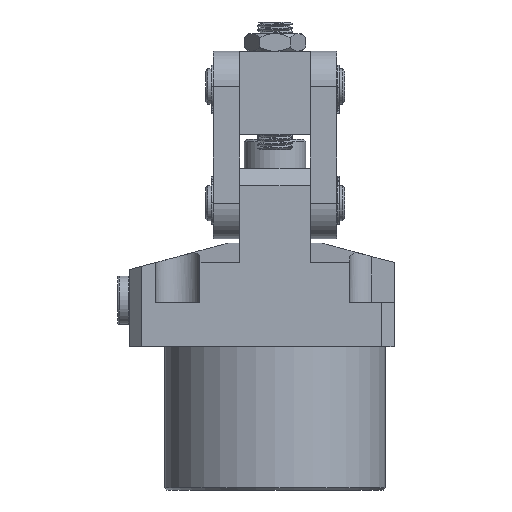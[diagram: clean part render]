
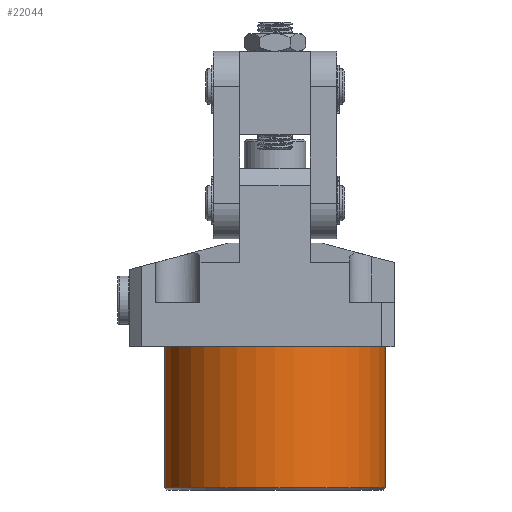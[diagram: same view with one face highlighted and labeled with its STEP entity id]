
A CAD part, front view. The second image highlights one B-rep face of the part: STEP entity #22044.
In plain terms, the highlighted cylindrical face has radius 50 mm (diameter 100 mm), a partial arc.
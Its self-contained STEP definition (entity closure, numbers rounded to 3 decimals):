
#587 = CARTESIAN_POINT ( 'NONE',  ( 0., 0., -88.5 ) ) ;
#994 = EDGE_LOOP ( 'NONE', ( #9906, #24770, #7293, #13796 ) ) ;
#2617 = DIRECTION ( 'NONE',  ( -1., 0., 0. ) ) ;
#2637 = VERTEX_POINT ( 'NONE', #4791 ) ;
#2822 = CARTESIAN_POINT ( 'NONE',  ( 0., 0., -23.5 ) ) ;
#3035 = CARTESIAN_POINT ( 'NONE',  ( 0., 0., -87.5 ) ) ;
#3175 = AXIS2_PLACEMENT_3D ( 'NONE', #3035, #18529, #16953 ) ;
#4505 = EDGE_CURVE ( 'NONE', #28624, #9972, #26857, .T. ) ;
#4791 = CARTESIAN_POINT ( 'NONE',  ( 50., 0., -87.5 ) ) ;
#6423 = EDGE_CURVE ( 'NONE', #24299, #9972, #24724, .T. ) ;
#6575 = DIRECTION ( 'NONE',  ( 0., 0., 1. ) ) ;
#7083 = DIRECTION ( 'NONE',  ( 0., 0., -1. ) ) ;
#7293 = ORIENTED_EDGE ( 'NONE', *, *, #11762, .T. ) ;
#7400 = DIRECTION ( 'NONE',  ( 1., 0., 0. ) ) ;
#9906 = ORIENTED_EDGE ( 'NONE', *, *, #6423, .F. ) ;
#9972 = VERTEX_POINT ( 'NONE', #27634 ) ;
#11762 = EDGE_CURVE ( 'NONE', #2637, #28624, #13684, .T. ) ;
#13009 = VECTOR ( 'NONE', #6575, 1000. ) ;
#13195 = EDGE_CURVE ( 'NONE', #24299, #2637, #13424, .T. ) ;
#13354 = CARTESIAN_POINT ( 'NONE',  ( -50., 0., -88.5 ) ) ;
#13424 = CIRCLE ( 'NONE', #3175, 50. ) ;
#13684 = LINE ( 'NONE', #23796, #27790 ) ;
#13796 = ORIENTED_EDGE ( 'NONE', *, *, #4505, .T. ) ;
#16817 = CARTESIAN_POINT ( 'NONE',  ( 50., 0., -23.5 ) ) ;
#16953 = DIRECTION ( 'NONE',  ( -1., 0., 0. ) ) ;
#18529 = DIRECTION ( 'NONE',  ( 0., 0., 1. ) ) ;
#18903 = AXIS2_PLACEMENT_3D ( 'NONE', #587, #20618, #7400 ) ;
#20618 = DIRECTION ( 'NONE',  ( 0., 0., 1. ) ) ;
#22044 = ADVANCED_FACE ( 'NONE', ( #25963 ), #24925, .T. ) ;
#22453 = AXIS2_PLACEMENT_3D ( 'NONE', #2822, #7083, #2617 ) ;
#23796 = CARTESIAN_POINT ( 'NONE',  ( 50., 0., -88.5 ) ) ;
#24299 = VERTEX_POINT ( 'NONE', #25660 ) ;
#24724 = LINE ( 'NONE', #13354, #13009 ) ;
#24770 = ORIENTED_EDGE ( 'NONE', *, *, #13195, .T. ) ;
#24925 = CYLINDRICAL_SURFACE ( 'NONE', #18903, 50. ) ;
#25660 = CARTESIAN_POINT ( 'NONE',  ( -50., 0., -87.5 ) ) ;
#25963 = FACE_OUTER_BOUND ( 'NONE', #994, .T. ) ;
#26857 = CIRCLE ( 'NONE', #22453, 50. ) ;
#27634 = CARTESIAN_POINT ( 'NONE',  ( -50., 0., -23.5 ) ) ;
#27790 = VECTOR ( 'NONE', #28366, 1000. ) ;
#28366 = DIRECTION ( 'NONE',  ( 0., 0., 1. ) ) ;
#28624 = VERTEX_POINT ( 'NONE', #16817 ) ;
